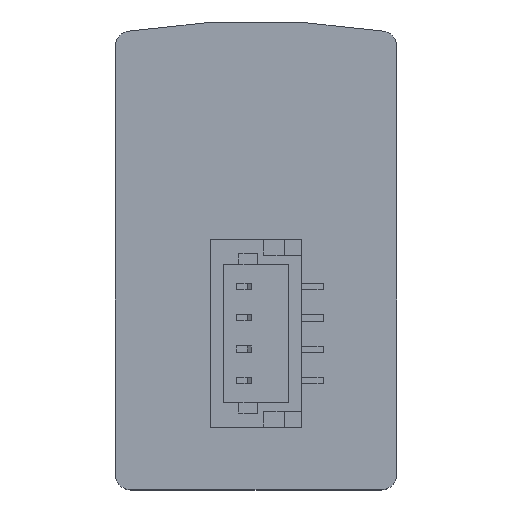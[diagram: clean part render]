
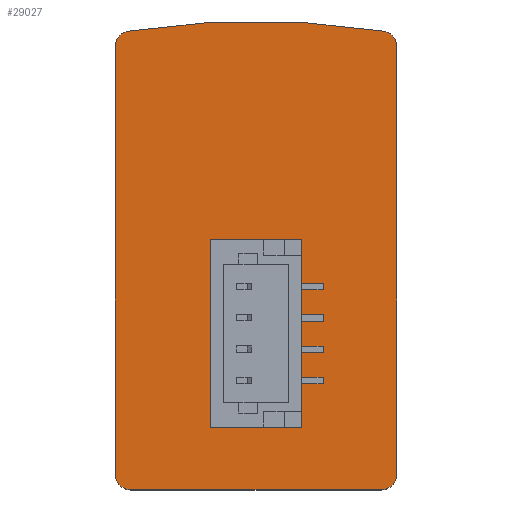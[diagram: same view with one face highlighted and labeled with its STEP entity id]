
A CAD part, top view. The second image highlights one B-rep face of the part: STEP entity #29027.
In plain terms, the highlighted planar face has unit normal (0, 0, 1).
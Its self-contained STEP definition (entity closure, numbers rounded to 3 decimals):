
#28395 = VERTEX_POINT('',#28396);
#28396 = CARTESIAN_POINT('',(4.5,21.177,1.6));
#28403 = CYLINDRICAL_SURFACE('',#28404,0.5);
#28404 = AXIS2_PLACEMENT_3D('',#28405,#28406,#28407);
#28405 = CARTESIAN_POINT('',(4.,21.177,0.));
#28406 = DIRECTION('',(-0.,-0.,-1.));
#28407 = DIRECTION('',(1.,0.,-0.));
#28415 = PLANE('',#28416);
#28416 = AXIS2_PLACEMENT_3D('',#28417,#28418,#28419);
#28417 = CARTESIAN_POINT('',(4.5,21.177,0.));
#28418 = DIRECTION('',(1.,0.,-0.));
#28419 = DIRECTION('',(0.,-1.,0.));
#28427 = EDGE_CURVE('',#28395,#28428,#28430,.T.);
#28428 = VERTEX_POINT('',#28429);
#28429 = CARTESIAN_POINT('',(4.08,21.67,1.6));
#28430 = SURFACE_CURVE('',#28431,(#28436,#28443),.PCURVE_S1.);
#28431 = CIRCLE('',#28432,0.5);
#28432 = AXIS2_PLACEMENT_3D('',#28433,#28434,#28435);
#28433 = CARTESIAN_POINT('',(4.,21.177,1.6));
#28434 = DIRECTION('',(0.,0.,1.));
#28435 = DIRECTION('',(1.,0.,-0.));
#28436 = PCURVE('',#28403,#28437);
#28437 = DEFINITIONAL_REPRESENTATION('',(#28438),#28442);
#28438 = LINE('',#28439,#28440);
#28439 = CARTESIAN_POINT('',(-0.,-1.6));
#28440 = VECTOR('',#28441,1.);
#28441 = DIRECTION('',(-1.,0.));
#28442 = ( GEOMETRIC_REPRESENTATION_CONTEXT(2) 
PARAMETRIC_REPRESENTATION_CONTEXT() REPRESENTATION_CONTEXT('2D SPACE',''
  ) );
#28443 = PCURVE('',#28444,#28449);
#28444 = PLANE('',#28445);
#28445 = AXIS2_PLACEMENT_3D('',#28446,#28447,#28448);
#28446 = CARTESIAN_POINT('',(0.,14.377,1.6));
#28447 = DIRECTION('',(0.,0.,1.));
#28448 = DIRECTION('',(1.,0.,-0.));
#28449 = DEFINITIONAL_REPRESENTATION('',(#28450),#28454);
#28450 = CIRCLE('',#28451,0.5);
#28451 = AXIS2_PLACEMENT_2D('',#28452,#28453);
#28452 = CARTESIAN_POINT('',(4.,6.8));
#28453 = DIRECTION('',(1.,0.));
#28454 = ( GEOMETRIC_REPRESENTATION_CONTEXT(2) 
PARAMETRIC_REPRESENTATION_CONTEXT() REPRESENTATION_CONTEXT('2D SPACE',''
  ) );
#28472 = CYLINDRICAL_SURFACE('',#28473,25.4);
#28473 = AXIS2_PLACEMENT_3D('',#28474,#28475,#28476);
#28474 = CARTESIAN_POINT('',(0.,-3.4,0.));
#28475 = DIRECTION('',(-0.,-0.,-1.));
#28476 = DIRECTION('',(1.,0.,-0.));
#28515 = EDGE_CURVE('',#28395,#28516,#28518,.T.);
#28516 = VERTEX_POINT('',#28517);
#28517 = CARTESIAN_POINT('',(4.5,7.5,1.6));
#28518 = SURFACE_CURVE('',#28519,(#28523,#28530),.PCURVE_S1.);
#28519 = LINE('',#28520,#28521);
#28520 = CARTESIAN_POINT('',(4.5,21.177,1.6));
#28521 = VECTOR('',#28522,1.);
#28522 = DIRECTION('',(0.,-1.,0.));
#28523 = PCURVE('',#28415,#28524);
#28524 = DEFINITIONAL_REPRESENTATION('',(#28525),#28529);
#28525 = LINE('',#28526,#28527);
#28526 = CARTESIAN_POINT('',(0.,-1.6));
#28527 = VECTOR('',#28528,1.);
#28528 = DIRECTION('',(1.,0.));
#28529 = ( GEOMETRIC_REPRESENTATION_CONTEXT(2) 
PARAMETRIC_REPRESENTATION_CONTEXT() REPRESENTATION_CONTEXT('2D SPACE',''
  ) );
#28530 = PCURVE('',#28444,#28531);
#28531 = DEFINITIONAL_REPRESENTATION('',(#28532),#28536);
#28532 = LINE('',#28533,#28534);
#28533 = CARTESIAN_POINT('',(4.5,6.799));
#28534 = VECTOR('',#28535,1.);
#28535 = DIRECTION('',(0.,-1.));
#28536 = ( GEOMETRIC_REPRESENTATION_CONTEXT(2) 
PARAMETRIC_REPRESENTATION_CONTEXT() REPRESENTATION_CONTEXT('2D SPACE',''
  ) );
#28554 = CYLINDRICAL_SURFACE('',#28555,0.5);
#28555 = AXIS2_PLACEMENT_3D('',#28556,#28557,#28558);
#28556 = CARTESIAN_POINT('',(4.,7.5,0.));
#28557 = DIRECTION('',(-0.,-0.,-1.));
#28558 = DIRECTION('',(1.,0.,-0.));
#28593 = VERTEX_POINT('',#28594);
#28594 = CARTESIAN_POINT('',(4.,7.,1.6));
#28608 = PLANE('',#28609);
#28609 = AXIS2_PLACEMENT_3D('',#28610,#28611,#28612);
#28610 = CARTESIAN_POINT('',(4.,7.,0.));
#28611 = DIRECTION('',(0.,-1.,0.));
#28612 = DIRECTION('',(-1.,0.,0.));
#28620 = EDGE_CURVE('',#28593,#28516,#28621,.T.);
#28621 = SURFACE_CURVE('',#28622,(#28627,#28634),.PCURVE_S1.);
#28622 = CIRCLE('',#28623,0.5);
#28623 = AXIS2_PLACEMENT_3D('',#28624,#28625,#28626);
#28624 = CARTESIAN_POINT('',(4.,7.5,1.6));
#28625 = DIRECTION('',(0.,0.,1.));
#28626 = DIRECTION('',(1.,0.,-0.));
#28627 = PCURVE('',#28554,#28628);
#28628 = DEFINITIONAL_REPRESENTATION('',(#28629),#28633);
#28629 = LINE('',#28630,#28631);
#28630 = CARTESIAN_POINT('',(-0.,-1.6));
#28631 = VECTOR('',#28632,1.);
#28632 = DIRECTION('',(-1.,0.));
#28633 = ( GEOMETRIC_REPRESENTATION_CONTEXT(2) 
PARAMETRIC_REPRESENTATION_CONTEXT() REPRESENTATION_CONTEXT('2D SPACE',''
  ) );
#28634 = PCURVE('',#28444,#28635);
#28635 = DEFINITIONAL_REPRESENTATION('',(#28636),#28640);
#28636 = CIRCLE('',#28637,0.5);
#28637 = AXIS2_PLACEMENT_2D('',#28638,#28639);
#28638 = CARTESIAN_POINT('',(4.,-6.877));
#28639 = DIRECTION('',(1.,0.));
#28640 = ( GEOMETRIC_REPRESENTATION_CONTEXT(2) 
PARAMETRIC_REPRESENTATION_CONTEXT() REPRESENTATION_CONTEXT('2D SPACE',''
  ) );
#28669 = EDGE_CURVE('',#28593,#28670,#28672,.T.);
#28670 = VERTEX_POINT('',#28671);
#28671 = CARTESIAN_POINT('',(-4.,7.,1.6));
#28672 = SURFACE_CURVE('',#28673,(#28677,#28684),.PCURVE_S1.);
#28673 = LINE('',#28674,#28675);
#28674 = CARTESIAN_POINT('',(4.,7.,1.6));
#28675 = VECTOR('',#28676,1.);
#28676 = DIRECTION('',(-1.,0.,0.));
#28677 = PCURVE('',#28608,#28678);
#28678 = DEFINITIONAL_REPRESENTATION('',(#28679),#28683);
#28679 = LINE('',#28680,#28681);
#28680 = CARTESIAN_POINT('',(0.,-1.6));
#28681 = VECTOR('',#28682,1.);
#28682 = DIRECTION('',(1.,0.));
#28683 = ( GEOMETRIC_REPRESENTATION_CONTEXT(2) 
PARAMETRIC_REPRESENTATION_CONTEXT() REPRESENTATION_CONTEXT('2D SPACE',''
  ) );
#28684 = PCURVE('',#28444,#28685);
#28685 = DEFINITIONAL_REPRESENTATION('',(#28686),#28690);
#28686 = LINE('',#28687,#28688);
#28687 = CARTESIAN_POINT('',(4.,-7.377));
#28688 = VECTOR('',#28689,1.);
#28689 = DIRECTION('',(-1.,0.));
#28690 = ( GEOMETRIC_REPRESENTATION_CONTEXT(2) 
PARAMETRIC_REPRESENTATION_CONTEXT() REPRESENTATION_CONTEXT('2D SPACE',''
  ) );
#28708 = CYLINDRICAL_SURFACE('',#28709,0.5);
#28709 = AXIS2_PLACEMENT_3D('',#28710,#28711,#28712);
#28710 = CARTESIAN_POINT('',(-4.,7.5,0.));
#28711 = DIRECTION('',(-0.,-0.,-1.));
#28712 = DIRECTION('',(1.,0.,-0.));
#28747 = VERTEX_POINT('',#28748);
#28748 = CARTESIAN_POINT('',(-4.5,7.5,1.6));
#28762 = PLANE('',#28763);
#28763 = AXIS2_PLACEMENT_3D('',#28764,#28765,#28766);
#28764 = CARTESIAN_POINT('',(-4.5,7.5,0.));
#28765 = DIRECTION('',(-1.,0.,0.));
#28766 = DIRECTION('',(0.,1.,0.));
#28774 = EDGE_CURVE('',#28747,#28670,#28775,.T.);
#28775 = SURFACE_CURVE('',#28776,(#28781,#28788),.PCURVE_S1.);
#28776 = CIRCLE('',#28777,0.5);
#28777 = AXIS2_PLACEMENT_3D('',#28778,#28779,#28780);
#28778 = CARTESIAN_POINT('',(-4.,7.5,1.6));
#28779 = DIRECTION('',(0.,0.,1.));
#28780 = DIRECTION('',(1.,0.,-0.));
#28781 = PCURVE('',#28708,#28782);
#28782 = DEFINITIONAL_REPRESENTATION('',(#28783),#28787);
#28783 = LINE('',#28784,#28785);
#28784 = CARTESIAN_POINT('',(-0.,-1.6));
#28785 = VECTOR('',#28786,1.);
#28786 = DIRECTION('',(-1.,0.));
#28787 = ( GEOMETRIC_REPRESENTATION_CONTEXT(2) 
PARAMETRIC_REPRESENTATION_CONTEXT() REPRESENTATION_CONTEXT('2D SPACE',''
  ) );
#28788 = PCURVE('',#28444,#28789);
#28789 = DEFINITIONAL_REPRESENTATION('',(#28790),#28794);
#28790 = CIRCLE('',#28791,0.5);
#28791 = AXIS2_PLACEMENT_2D('',#28792,#28793);
#28792 = CARTESIAN_POINT('',(-4.,-6.877));
#28793 = DIRECTION('',(1.,0.));
#28794 = ( GEOMETRIC_REPRESENTATION_CONTEXT(2) 
PARAMETRIC_REPRESENTATION_CONTEXT() REPRESENTATION_CONTEXT('2D SPACE',''
  ) );
#28823 = EDGE_CURVE('',#28747,#28824,#28826,.T.);
#28824 = VERTEX_POINT('',#28825);
#28825 = CARTESIAN_POINT('',(-4.5,21.177,1.6));
#28826 = SURFACE_CURVE('',#28827,(#28831,#28838),.PCURVE_S1.);
#28827 = LINE('',#28828,#28829);
#28828 = CARTESIAN_POINT('',(-4.5,7.5,1.6));
#28829 = VECTOR('',#28830,1.);
#28830 = DIRECTION('',(0.,1.,0.));
#28831 = PCURVE('',#28762,#28832);
#28832 = DEFINITIONAL_REPRESENTATION('',(#28833),#28837);
#28833 = LINE('',#28834,#28835);
#28834 = CARTESIAN_POINT('',(0.,-1.6));
#28835 = VECTOR('',#28836,1.);
#28836 = DIRECTION('',(1.,0.));
#28837 = ( GEOMETRIC_REPRESENTATION_CONTEXT(2) 
PARAMETRIC_REPRESENTATION_CONTEXT() REPRESENTATION_CONTEXT('2D SPACE',''
  ) );
#28838 = PCURVE('',#28444,#28839);
#28839 = DEFINITIONAL_REPRESENTATION('',(#28840),#28844);
#28840 = LINE('',#28841,#28842);
#28841 = CARTESIAN_POINT('',(-4.5,-6.877));
#28842 = VECTOR('',#28843,1.);
#28843 = DIRECTION('',(0.,1.));
#28844 = ( GEOMETRIC_REPRESENTATION_CONTEXT(2) 
PARAMETRIC_REPRESENTATION_CONTEXT() REPRESENTATION_CONTEXT('2D SPACE',''
  ) );
#28862 = CYLINDRICAL_SURFACE('',#28863,0.5);
#28863 = AXIS2_PLACEMENT_3D('',#28864,#28865,#28866);
#28864 = CARTESIAN_POINT('',(-4.,21.177,0.));
#28865 = DIRECTION('',(-0.,-0.,-1.));
#28866 = DIRECTION('',(1.,0.,-0.));
#28901 = VERTEX_POINT('',#28902);
#28902 = CARTESIAN_POINT('',(-4.08,21.67,1.6));
#28923 = EDGE_CURVE('',#28901,#28824,#28924,.T.);
#28924 = SURFACE_CURVE('',#28925,(#28930,#28937),.PCURVE_S1.);
#28925 = CIRCLE('',#28926,0.5);
#28926 = AXIS2_PLACEMENT_3D('',#28927,#28928,#28929);
#28927 = CARTESIAN_POINT('',(-4.,21.177,1.6));
#28928 = DIRECTION('',(0.,0.,1.));
#28929 = DIRECTION('',(1.,0.,-0.));
#28930 = PCURVE('',#28862,#28931);
#28931 = DEFINITIONAL_REPRESENTATION('',(#28932),#28936);
#28932 = LINE('',#28933,#28934);
#28933 = CARTESIAN_POINT('',(-0.,-1.6));
#28934 = VECTOR('',#28935,1.);
#28935 = DIRECTION('',(-1.,0.));
#28936 = ( GEOMETRIC_REPRESENTATION_CONTEXT(2) 
PARAMETRIC_REPRESENTATION_CONTEXT() REPRESENTATION_CONTEXT('2D SPACE',''
  ) );
#28937 = PCURVE('',#28444,#28938);
#28938 = DEFINITIONAL_REPRESENTATION('',(#28939),#28943);
#28939 = CIRCLE('',#28940,0.5);
#28940 = AXIS2_PLACEMENT_2D('',#28941,#28942);
#28941 = CARTESIAN_POINT('',(-4.,6.799));
#28942 = DIRECTION('',(1.,0.));
#28943 = ( GEOMETRIC_REPRESENTATION_CONTEXT(2) 
PARAMETRIC_REPRESENTATION_CONTEXT() REPRESENTATION_CONTEXT('2D SPACE',''
  ) );
#28972 = EDGE_CURVE('',#28428,#28901,#28973,.T.);
#28973 = SURFACE_CURVE('',#28974,(#28979,#28986),.PCURVE_S1.);
#28974 = CIRCLE('',#28975,25.4);
#28975 = AXIS2_PLACEMENT_3D('',#28976,#28977,#28978);
#28976 = CARTESIAN_POINT('',(0.,-3.4,1.6));
#28977 = DIRECTION('',(0.,0.,1.));
#28978 = DIRECTION('',(1.,0.,-0.));
#28979 = PCURVE('',#28472,#28980);
#28980 = DEFINITIONAL_REPRESENTATION('',(#28981),#28985);
#28981 = LINE('',#28982,#28983);
#28982 = CARTESIAN_POINT('',(-0.,-1.6));
#28983 = VECTOR('',#28984,1.);
#28984 = DIRECTION('',(-1.,0.));
#28985 = ( GEOMETRIC_REPRESENTATION_CONTEXT(2) 
PARAMETRIC_REPRESENTATION_CONTEXT() REPRESENTATION_CONTEXT('2D SPACE',''
  ) );
#28986 = PCURVE('',#28444,#28987);
#28987 = DEFINITIONAL_REPRESENTATION('',(#28988),#28992);
#28988 = CIRCLE('',#28989,25.4);
#28989 = AXIS2_PLACEMENT_2D('',#28990,#28991);
#28990 = CARTESIAN_POINT('',(0.,-17.777));
#28991 = DIRECTION('',(1.,0.));
#28992 = ( GEOMETRIC_REPRESENTATION_CONTEXT(2) 
PARAMETRIC_REPRESENTATION_CONTEXT() REPRESENTATION_CONTEXT('2D SPACE',''
  ) );
#29027 = ADVANCED_FACE('',(#29028),#28444,.T.);
#29028 = FACE_BOUND('',#29029,.T.);
#29029 = EDGE_LOOP('',(#29030,#29031,#29032,#29033,#29034,#29035,#29036,
    #29037));
#29030 = ORIENTED_EDGE('',*,*,#28427,.T.);
#29031 = ORIENTED_EDGE('',*,*,#28972,.T.);
#29032 = ORIENTED_EDGE('',*,*,#28923,.T.);
#29033 = ORIENTED_EDGE('',*,*,#28823,.F.);
#29034 = ORIENTED_EDGE('',*,*,#28774,.T.);
#29035 = ORIENTED_EDGE('',*,*,#28669,.F.);
#29036 = ORIENTED_EDGE('',*,*,#28620,.T.);
#29037 = ORIENTED_EDGE('',*,*,#28515,.F.);
